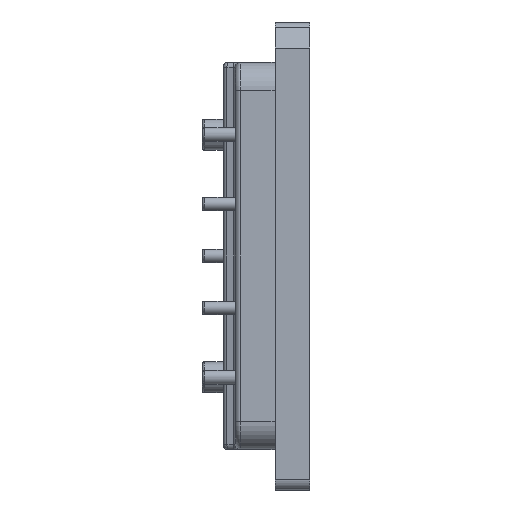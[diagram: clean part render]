
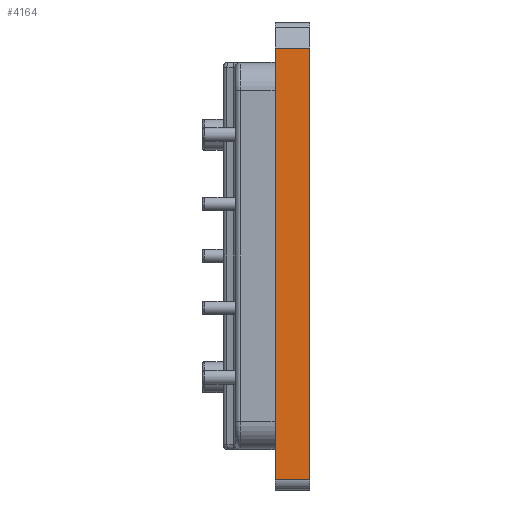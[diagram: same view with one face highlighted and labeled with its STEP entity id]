
A CAD part, left-side view. The second image highlights one B-rep face of the part: STEP entity #4164.
In plain terms, the highlighted planar face has unit normal (-1, 0, 0).
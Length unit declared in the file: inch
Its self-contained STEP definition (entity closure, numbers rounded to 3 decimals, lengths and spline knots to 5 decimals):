
#20 = CARTESIAN_POINT ( 'NONE',  ( -3.2, 0.2, -1.29 ) ) ;
#23 = CARTESIAN_POINT ( 'NONE',  ( -3.2, 0., -1.29 ) ) ;
#349 = CARTESIAN_POINT ( 'NONE',  ( -3.2, 0.2, -1.29 ) ) ;
#351 = PLANE ( 'NONE',  #521 ) ;
#353 = DIRECTION ( 'NONE',  ( 1., 0., 0. ) ) ;
#354 = DIRECTION ( 'NONE',  ( 0., 0., -1. ) ) ;
#521 = AXIS2_PLACEMENT_3D ( 'NONE', #349, #353, #354 ) ;
#1425 = EDGE_CURVE ( 'NONE', #5095, #5094, #2850, .T. ) ;
#1431 = EDGE_CURVE ( 'NONE', #5095, #5147, #2861, .T. ) ;
#1432 = EDGE_CURVE ( 'NONE', #5147, #5172, #2859, .T. ) ;
#1433 = EDGE_CURVE ( 'NONE', #5094, #5172, #2864, .T. ) ;
#1440 = DIRECTION ( 'NONE',  ( 0., -1., 0. ) ) ;
#1444 = DIRECTION ( 'NONE',  ( 0., 0., 1. ) ) ;
#2850 = LINE ( 'NONE', #4581, #2852 ) ;
#2852 = VECTOR ( 'NONE', #1444, 39.37008 ) ;
#2859 = LINE ( 'NONE', #23, #2865 ) ;
#2861 = LINE ( 'NONE', #20, #2863 ) ;
#2863 = VECTOR ( 'NONE', #1440, 39.37008 ) ;
#2864 = LINE ( 'NONE', #3456, #2867 ) ;
#2865 = VECTOR ( 'NONE', #3455, 39.37008 ) ;
#2867 = VECTOR ( 'NONE', #3460, 39.37008 ) ;
#3455 = DIRECTION ( 'NONE',  ( 0., 0., 1. ) ) ;
#3456 = CARTESIAN_POINT ( 'NONE',  ( -3.2, 0.2, 1.2 ) ) ;
#3460 = DIRECTION ( 'NONE',  ( 0., -1., 0. ) ) ;
#3684 = FACE_OUTER_BOUND ( 'NONE', #4426, .T. ) ;
#3966 = CARTESIAN_POINT ( 'NONE',  ( -3.2, 0.2, 1.2 ) ) ;
#3970 = CARTESIAN_POINT ( 'NONE',  ( -3.2, 0.2, -1.29 ) ) ;
#4025 = CARTESIAN_POINT ( 'NONE',  ( -3.2, 0., -1.29 ) ) ;
#4053 = CARTESIAN_POINT ( 'NONE',  ( -3.2, 0., 1.2 ) ) ;
#4164 = ADVANCED_FACE ( 'NONE', ( #3684 ), #351, .F. ) ;
#4426 = EDGE_LOOP ( 'NONE', ( #4643, #4644, #4645, #4646 ) ) ;
#4581 = CARTESIAN_POINT ( 'NONE',  ( -3.2, 0.2, -1.29 ) ) ;
#4643 = ORIENTED_EDGE ( 'NONE', *, *, #1432, .T. ) ;
#4644 = ORIENTED_EDGE ( 'NONE', *, *, #1433, .F. ) ;
#4645 = ORIENTED_EDGE ( 'NONE', *, *, #1425, .F. ) ;
#4646 = ORIENTED_EDGE ( 'NONE', *, *, #1431, .T. ) ;
#5094 = VERTEX_POINT ( 'NONE', #3966 ) ;
#5095 = VERTEX_POINT ( 'NONE', #3970 ) ;
#5147 = VERTEX_POINT ( 'NONE', #4025 ) ;
#5172 = VERTEX_POINT ( 'NONE', #4053 ) ;
